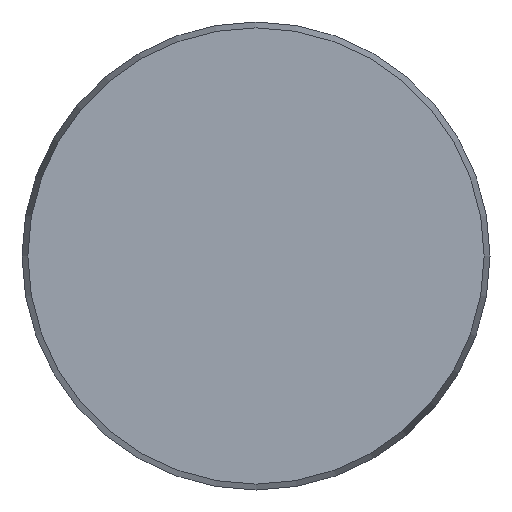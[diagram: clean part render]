
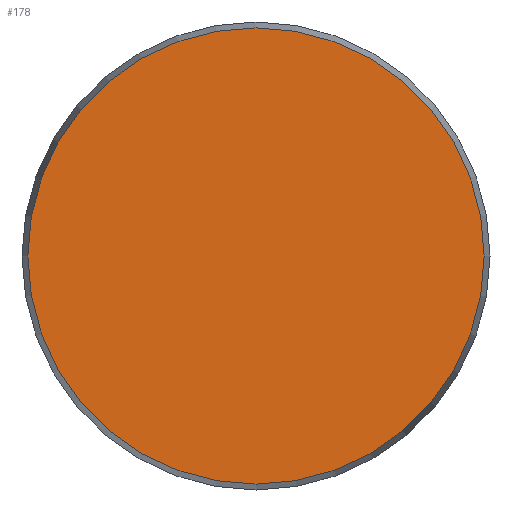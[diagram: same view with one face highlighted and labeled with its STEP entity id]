
A CAD part, front view. The second image highlights one B-rep face of the part: STEP entity #178.
In plain terms, the highlighted planar face has unit normal (0, -1, 0).
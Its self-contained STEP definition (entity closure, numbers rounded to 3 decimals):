
#178 = ADVANCED_FACE( '', ( #371 ), #372, .F. );
#371 = FACE_OUTER_BOUND( '', #600, .T. );
#372 = PLANE( '', #601 );
#600 = EDGE_LOOP( '', ( #1049 ) );
#601 = AXIS2_PLACEMENT_3D( '', #1050, #1051, #1052 );
#1049 = ORIENTED_EDGE( '', *, *, #1249, .T. );
#1050 = CARTESIAN_POINT( '', ( 58.5, 0., 0. ) );
#1051 = DIRECTION( '', ( 0., 1., 0. ) );
#1052 = DIRECTION( '', ( 0., 0., 1. ) );
#1249 = EDGE_CURVE( '', #1487, #1487, #1488, .T. );
#1487 = VERTEX_POINT( '', #1994 );
#1488 = CIRCLE( '', #1995, 58.5 );
#1994 = CARTESIAN_POINT( '', ( 0., 0., -58.5 ) );
#1995 = AXIS2_PLACEMENT_3D( '', #2207, #2208, #2209 );
#2207 = CARTESIAN_POINT( '', ( 0., 0., 0. ) );
#2208 = DIRECTION( '', ( 0., -1., 0. ) );
#2209 = DIRECTION( '', ( 0., 0., -1. ) );
